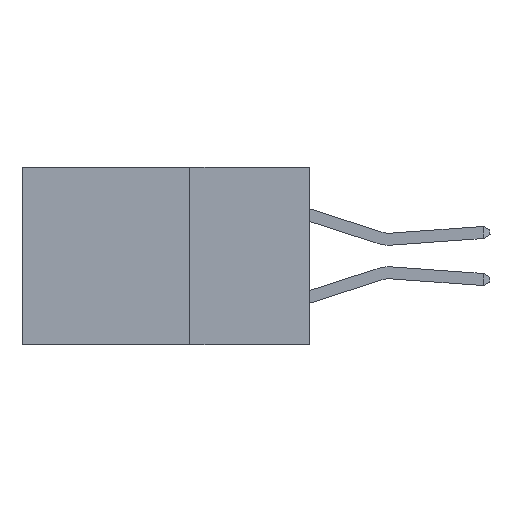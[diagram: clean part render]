
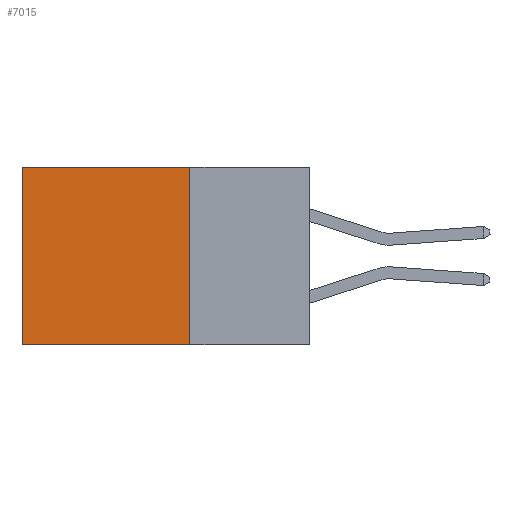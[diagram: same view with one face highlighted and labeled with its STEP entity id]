
A CAD part, left-side view. The second image highlights one B-rep face of the part: STEP entity #7015.
In plain terms, the highlighted planar face has unit normal (-1, 0, 0).
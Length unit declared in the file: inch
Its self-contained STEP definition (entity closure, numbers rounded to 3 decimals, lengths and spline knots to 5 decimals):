
#26 = CARTESIAN_POINT ( 'NONE',  ( 0.298, 0.25, -0.37 ) ) ;
#544 = CARTESIAN_POINT ( 'NONE',  ( 0.298, 0.25, 0. ) ) ;
#753 = CARTESIAN_POINT ( 'NONE',  ( 0.298, 0.25, -0.37 ) ) ;
#1027 = ORIENTED_EDGE ( 'NONE', *, *, #22306, .T. ) ;
#1133 = VERTEX_POINT ( 'NONE', #23331 ) ;
#1496 = EDGE_CURVE ( 'NONE', #6138, #23784, #23689, .T. ) ;
#2033 = VERTEX_POINT ( 'NONE', #18265 ) ;
#2525 = DIRECTION ( 'NONE',  ( 1., 0., 0. ) ) ;
#2719 = DIRECTION ( 'NONE',  ( 0., 0., -1. ) ) ;
#4566 = LINE ( 'NONE', #21745, #9240 ) ;
#6138 = VERTEX_POINT ( 'NONE', #8109 ) ;
#6505 = EDGE_CURVE ( 'NONE', #1133, #2033, #20977, .T. ) ;
#7015 = ADVANCED_FACE ( 'NONE', ( #8581 ), #12470, .F. ) ;
#7948 = DIRECTION ( 'NONE',  ( 0., 1., 0. ) ) ;
#8109 = CARTESIAN_POINT ( 'NONE',  ( 0.298, 0.25, 0. ) ) ;
#8581 = FACE_OUTER_BOUND ( 'NONE', #17208, .T. ) ;
#9019 = DIRECTION ( 'NONE',  ( 0., 0., -1. ) ) ;
#9049 = ORIENTED_EDGE ( 'NONE', *, *, #6505, .T. ) ;
#9240 = VECTOR ( 'NONE', #7948, 39.37008 ) ;
#9536 = AXIS2_PLACEMENT_3D ( 'NONE', #544, #2525, #16441 ) ;
#9983 = DIRECTION ( 'NONE',  ( 0., 1., 0. ) ) ;
#10093 = LINE ( 'NONE', #26, #14704 ) ;
#12470 = PLANE ( 'NONE',  #9536 ) ;
#13259 = VECTOR ( 'NONE', #2719, 39.37008 ) ;
#14704 = VECTOR ( 'NONE', #9983, 39.37008 ) ;
#14785 = ORIENTED_EDGE ( 'NONE', *, *, #1496, .F. ) ;
#15154 = VECTOR ( 'NONE', #9019, 39.37008 ) ;
#16441 = DIRECTION ( 'NONE',  ( 0., 0., -1. ) ) ;
#17208 = EDGE_LOOP ( 'NONE', ( #9049, #22699, #14785, #1027 ) ) ;
#18265 = CARTESIAN_POINT ( 'NONE',  ( 0.298, 0.6, -0.37 ) ) ;
#20008 = CARTESIAN_POINT ( 'NONE',  ( 0.298, 0.25, 0. ) ) ;
#20977 = LINE ( 'NONE', #22792, #15154 ) ;
#21745 = CARTESIAN_POINT ( 'NONE',  ( 0.298, 0.25, 0. ) ) ;
#22306 = EDGE_CURVE ( 'NONE', #6138, #1133, #4566, .T. ) ;
#22699 = ORIENTED_EDGE ( 'NONE', *, *, #24216, .F. ) ;
#22792 = CARTESIAN_POINT ( 'NONE',  ( 0.298, 0.6, 0. ) ) ;
#23331 = CARTESIAN_POINT ( 'NONE',  ( 0.298, 0.6, 0. ) ) ;
#23689 = LINE ( 'NONE', #20008, #13259 ) ;
#23784 = VERTEX_POINT ( 'NONE', #753 ) ;
#24216 = EDGE_CURVE ( 'NONE', #23784, #2033, #10093, .T. ) ;
